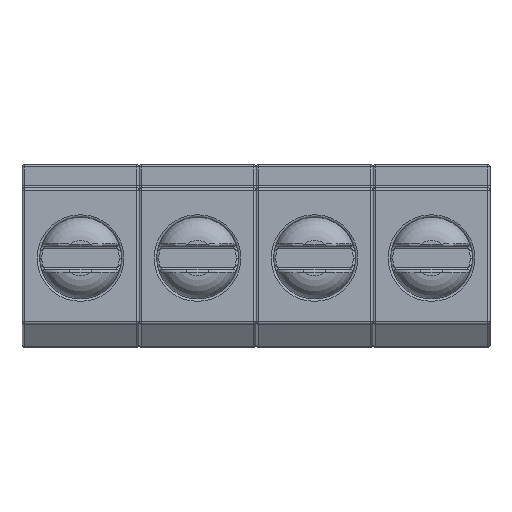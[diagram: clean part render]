
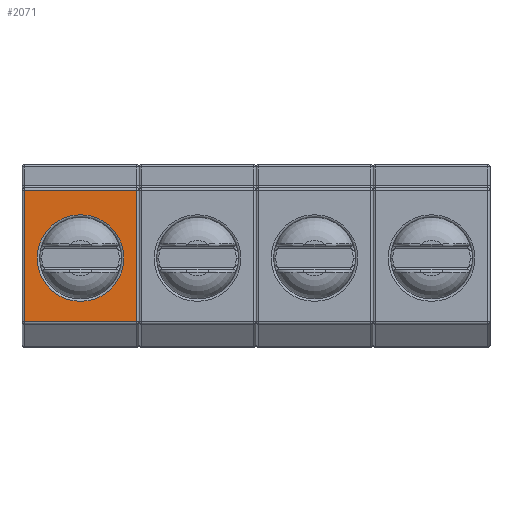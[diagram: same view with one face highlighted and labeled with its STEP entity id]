
A CAD part, top view. The second image highlights one B-rep face of the part: STEP entity #2071.
In plain terms, the highlighted planar face has unit normal (0, 0, 1).
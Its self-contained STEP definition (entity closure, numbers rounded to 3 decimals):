
#282 = CYLINDRICAL_SURFACE('',#283,0.1);
#283 = AXIS2_PLACEMENT_3D('',#284,#285,#286);
#284 = CARTESIAN_POINT('',(2.4,3.,10.2));
#285 = DIRECTION('',(0.,-1.,0.));
#286 = DIRECTION('',(1.,0.,0.));
#801 = VERTEX_POINT('',#802);
#802 = CARTESIAN_POINT('',(2.4,2.9,10.3));
#829 = EDGE_CURVE('',#801,#830,#832,.T.);
#830 = VERTEX_POINT('',#831);
#831 = CARTESIAN_POINT('',(2.4,-2.725,10.3));
#832 = SURFACE_CURVE('',#833,(#837,#844),.PCURVE_S1.);
#833 = LINE('',#834,#835);
#834 = CARTESIAN_POINT('',(2.4,3.,10.3));
#835 = VECTOR('',#836,1.);
#836 = DIRECTION('',(0.,-1.,0.));
#837 = PCURVE('',#282,#838);
#838 = DEFINITIONAL_REPRESENTATION('',(#839),#843);
#839 = LINE('',#840,#841);
#840 = CARTESIAN_POINT('',(1.571,0.));
#841 = VECTOR('',#842,1.);
#842 = DIRECTION('',(0.,1.));
#843 = ( GEOMETRIC_REPRESENTATION_CONTEXT(2) 
PARAMETRIC_REPRESENTATION_CONTEXT() REPRESENTATION_CONTEXT('2D SPACE',''
  ) );
#844 = PCURVE('',#845,#850);
#845 = PLANE('',#846);
#846 = AXIS2_PLACEMENT_3D('',#847,#848,#849);
#847 = CARTESIAN_POINT('',(0.,0.1,10.3));
#848 = DIRECTION('',(0.,0.,1.));
#849 = DIRECTION('',(1.,0.,0.));
#850 = DEFINITIONAL_REPRESENTATION('',(#851),#855);
#851 = LINE('',#852,#853);
#852 = CARTESIAN_POINT('',(2.4,2.9));
#853 = VECTOR('',#854,1.);
#854 = DIRECTION('',(0.,-1.));
#855 = ( GEOMETRIC_REPRESENTATION_CONTEXT(2) 
PARAMETRIC_REPRESENTATION_CONTEXT() REPRESENTATION_CONTEXT('2D SPACE',''
  ) );
#1924 = CYLINDRICAL_SURFACE('',#1925,0.1);
#1925 = AXIS2_PLACEMENT_3D('',#1926,#1927,#1928);
#1926 = CARTESIAN_POINT('',(2.5,-2.725,10.2));
#1927 = DIRECTION('',(-1.,0.,0.));
#1928 = DIRECTION('',(0.,-0.959,0.282));
#2059 = CYLINDRICAL_SURFACE('',#2060,0.1);
#2060 = AXIS2_PLACEMENT_3D('',#2061,#2062,#2063);
#2061 = CARTESIAN_POINT('',(2.5,2.9,10.2));
#2062 = DIRECTION('',(-1.,0.,0.));
#2063 = DIRECTION('',(0.,0.,1.));
#2071 = ADVANCED_FACE('',(#2072,#2147),#845,.T.);
#2072 = FACE_BOUND('',#2073,.T.);
#2073 = EDGE_LOOP('',(#2074,#2075,#2098,#2126));
#2074 = ORIENTED_EDGE('',*,*,#829,.F.);
#2075 = ORIENTED_EDGE('',*,*,#2076,.T.);
#2076 = EDGE_CURVE('',#801,#2077,#2079,.T.);
#2077 = VERTEX_POINT('',#2078);
#2078 = CARTESIAN_POINT('',(-2.4,2.9,10.3));
#2079 = SURFACE_CURVE('',#2080,(#2084,#2091),.PCURVE_S1.);
#2080 = LINE('',#2081,#2082);
#2081 = CARTESIAN_POINT('',(2.5,2.9,10.3));
#2082 = VECTOR('',#2083,1.);
#2083 = DIRECTION('',(-1.,0.,0.));
#2084 = PCURVE('',#845,#2085);
#2085 = DEFINITIONAL_REPRESENTATION('',(#2086),#2090);
#2086 = LINE('',#2087,#2088);
#2087 = CARTESIAN_POINT('',(2.5,2.8));
#2088 = VECTOR('',#2089,1.);
#2089 = DIRECTION('',(-1.,0.));
#2090 = ( GEOMETRIC_REPRESENTATION_CONTEXT(2) 
PARAMETRIC_REPRESENTATION_CONTEXT() REPRESENTATION_CONTEXT('2D SPACE',''
  ) );
#2091 = PCURVE('',#2059,#2092);
#2092 = DEFINITIONAL_REPRESENTATION('',(#2093),#2097);
#2093 = LINE('',#2094,#2095);
#2094 = CARTESIAN_POINT('',(0.,0.));
#2095 = VECTOR('',#2096,1.);
#2096 = DIRECTION('',(0.,1.));
#2097 = ( GEOMETRIC_REPRESENTATION_CONTEXT(2) 
PARAMETRIC_REPRESENTATION_CONTEXT() REPRESENTATION_CONTEXT('2D SPACE',''
  ) );
#2098 = ORIENTED_EDGE('',*,*,#2099,.F.);
#2099 = EDGE_CURVE('',#2100,#2077,#2102,.T.);
#2100 = VERTEX_POINT('',#2101);
#2101 = CARTESIAN_POINT('',(-2.4,-2.725,10.3));
#2102 = SURFACE_CURVE('',#2103,(#2107,#2114),.PCURVE_S1.);
#2103 = LINE('',#2104,#2105);
#2104 = CARTESIAN_POINT('',(-2.4,-2.8,10.3));
#2105 = VECTOR('',#2106,1.);
#2106 = DIRECTION('',(0.,1.,0.));
#2107 = PCURVE('',#845,#2108);
#2108 = DEFINITIONAL_REPRESENTATION('',(#2109),#2113);
#2109 = LINE('',#2110,#2111);
#2110 = CARTESIAN_POINT('',(-2.4,-2.9));
#2111 = VECTOR('',#2112,1.);
#2112 = DIRECTION('',(0.,1.));
#2113 = ( GEOMETRIC_REPRESENTATION_CONTEXT(2) 
PARAMETRIC_REPRESENTATION_CONTEXT() REPRESENTATION_CONTEXT('2D SPACE',''
  ) );
#2114 = PCURVE('',#2115,#2120);
#2115 = CYLINDRICAL_SURFACE('',#2116,0.1);
#2116 = AXIS2_PLACEMENT_3D('',#2117,#2118,#2119);
#2117 = CARTESIAN_POINT('',(-2.4,-2.8,10.2));
#2118 = DIRECTION('',(0.,1.,0.));
#2119 = DIRECTION('',(0.,-0.,1.));
#2120 = DEFINITIONAL_REPRESENTATION('',(#2121),#2125);
#2121 = LINE('',#2122,#2123);
#2122 = CARTESIAN_POINT('',(-0.,0.));
#2123 = VECTOR('',#2124,1.);
#2124 = DIRECTION('',(-0.,1.));
#2125 = ( GEOMETRIC_REPRESENTATION_CONTEXT(2) 
PARAMETRIC_REPRESENTATION_CONTEXT() REPRESENTATION_CONTEXT('2D SPACE',''
  ) );
#2126 = ORIENTED_EDGE('',*,*,#2127,.F.);
#2127 = EDGE_CURVE('',#830,#2100,#2128,.T.);
#2128 = SURFACE_CURVE('',#2129,(#2133,#2140),.PCURVE_S1.);
#2129 = LINE('',#2130,#2131);
#2130 = CARTESIAN_POINT('',(2.5,-2.725,10.3));
#2131 = VECTOR('',#2132,1.);
#2132 = DIRECTION('',(-1.,0.,0.));
#2133 = PCURVE('',#845,#2134);
#2134 = DEFINITIONAL_REPRESENTATION('',(#2135),#2139);
#2135 = LINE('',#2136,#2137);
#2136 = CARTESIAN_POINT('',(2.5,-2.825));
#2137 = VECTOR('',#2138,1.);
#2138 = DIRECTION('',(-1.,0.));
#2139 = ( GEOMETRIC_REPRESENTATION_CONTEXT(2) 
PARAMETRIC_REPRESENTATION_CONTEXT() REPRESENTATION_CONTEXT('2D SPACE',''
  ) );
#2140 = PCURVE('',#1924,#2141);
#2141 = DEFINITIONAL_REPRESENTATION('',(#2142),#2146);
#2142 = LINE('',#2143,#2144);
#2143 = CARTESIAN_POINT('',(1.285,0.));
#2144 = VECTOR('',#2145,1.);
#2145 = DIRECTION('',(0.,1.));
#2146 = ( GEOMETRIC_REPRESENTATION_CONTEXT(2) 
PARAMETRIC_REPRESENTATION_CONTEXT() REPRESENTATION_CONTEXT('2D SPACE',''
  ) );
#2147 = FACE_BOUND('',#2148,.T.);
#2148 = EDGE_LOOP('',(#2149));
#2149 = ORIENTED_EDGE('',*,*,#2150,.F.);
#2150 = EDGE_CURVE('',#2151,#2151,#2153,.T.);
#2151 = VERTEX_POINT('',#2152);
#2152 = CARTESIAN_POINT('',(1.85,0.,10.3));
#2153 = SURFACE_CURVE('',#2154,(#2159,#2166),.PCURVE_S1.);
#2154 = CIRCLE('',#2155,1.85);
#2155 = AXIS2_PLACEMENT_3D('',#2156,#2157,#2158);
#2156 = CARTESIAN_POINT('',(0.,0.,10.3));
#2157 = DIRECTION('',(0.,0.,1.));
#2158 = DIRECTION('',(1.,0.,-0.));
#2159 = PCURVE('',#845,#2160);
#2160 = DEFINITIONAL_REPRESENTATION('',(#2161),#2165);
#2161 = CIRCLE('',#2162,1.85);
#2162 = AXIS2_PLACEMENT_2D('',#2163,#2164);
#2163 = CARTESIAN_POINT('',(0.,-0.1));
#2164 = DIRECTION('',(1.,0.));
#2165 = ( GEOMETRIC_REPRESENTATION_CONTEXT(2) 
PARAMETRIC_REPRESENTATION_CONTEXT() REPRESENTATION_CONTEXT('2D SPACE',''
  ) );
#2166 = PCURVE('',#2167,#2172);
#2167 = TOROIDAL_SURFACE('',#2168,1.85,0.1);
#2168 = AXIS2_PLACEMENT_3D('',#2169,#2170,#2171);
#2169 = CARTESIAN_POINT('',(0.,0.,10.2));
#2170 = DIRECTION('',(0.,0.,1.));
#2171 = DIRECTION('',(1.,0.,-0.));
#2172 = DEFINITIONAL_REPRESENTATION('',(#2173),#2177);
#2173 = LINE('',#2174,#2175);
#2174 = CARTESIAN_POINT('',(0.,1.571));
#2175 = VECTOR('',#2176,1.);
#2176 = DIRECTION('',(1.,0.));
#2177 = ( GEOMETRIC_REPRESENTATION_CONTEXT(2) 
PARAMETRIC_REPRESENTATION_CONTEXT() REPRESENTATION_CONTEXT('2D SPACE',''
  ) );
